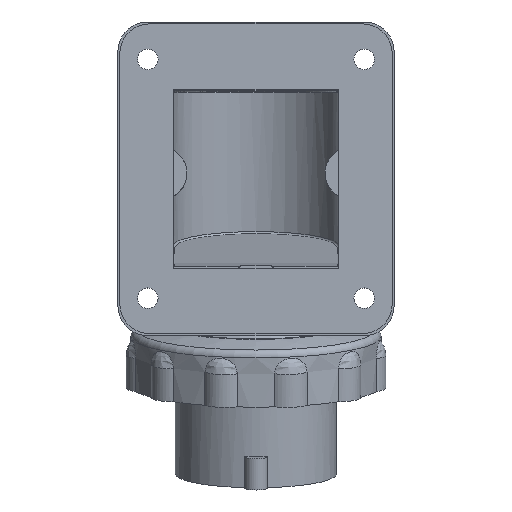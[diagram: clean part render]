
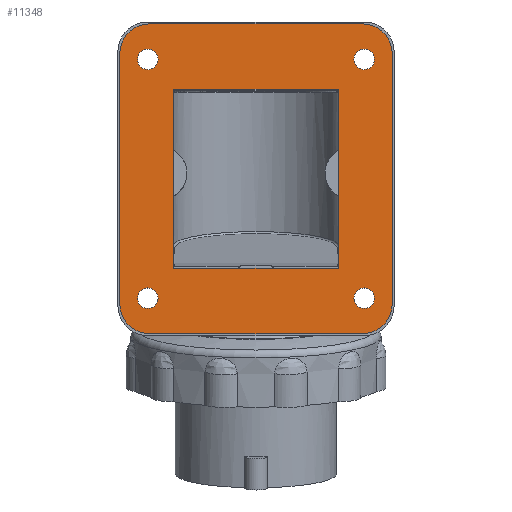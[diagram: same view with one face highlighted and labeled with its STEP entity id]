
A CAD part, top view. The second image highlights one B-rep face of the part: STEP entity #11348.
In plain terms, the highlighted planar face has unit normal (0, 0, 1).
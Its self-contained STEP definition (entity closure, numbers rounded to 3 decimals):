
#275=FACE_BOUND('',#1138,.T.);
#276=FACE_BOUND('',#1139,.T.);
#277=FACE_BOUND('',#1140,.T.);
#278=FACE_BOUND('',#1141,.T.);
#279=FACE_BOUND('',#1142,.T.);
#521=FACE_OUTER_BOUND('',#1137,.T.);
#1137=EDGE_LOOP('',(#7446,#7447,#7448,#7449,#7450,#7451,#7452,#7453));
#1138=EDGE_LOOP('',(#7454,#7455,#7456,#7457));
#1139=EDGE_LOOP('',(#7458));
#1140=EDGE_LOOP('',(#7459));
#1141=EDGE_LOOP('',(#7460));
#1142=EDGE_LOOP('',(#7461));
#1770=CIRCLE('',#12051,8.);
#1772=CIRCLE('',#12055,8.);
#1774=CIRCLE('',#12059,8.);
#1776=CIRCLE('',#12063,8.);
#1777=CIRCLE('',#12066,2.75);
#1778=CIRCLE('',#12067,2.75);
#1779=CIRCLE('',#12068,2.75);
#1780=CIRCLE('',#12069,2.75);
#2154=LINE('',#16499,#3283);
#2159=LINE('',#16508,#3288);
#2163=LINE('',#16515,#3292);
#2166=LINE('',#16519,#3295);
#2170=LINE('',#16533,#3299);
#2174=LINE('',#16545,#3303);
#2178=LINE('',#16557,#3307);
#2182=LINE('',#16567,#3311);
#3283=VECTOR('',#13241,10.);
#3288=VECTOR('',#13248,10.);
#3292=VECTOR('',#13254,10.);
#3295=VECTOR('',#13259,10.);
#3299=VECTOR('',#13271,10.);
#3303=VECTOR('',#13283,10.);
#3307=VECTOR('',#13295,10.);
#3311=VECTOR('',#13307,10.);
#4449=VERTEX_POINT('',#16496);
#4450=VERTEX_POINT('',#16498);
#4453=VERTEX_POINT('',#16506);
#4455=VERTEX_POINT('',#16513);
#4458=VERTEX_POINT('',#16524);
#4459=VERTEX_POINT('',#16526);
#4461=VERTEX_POINT('',#16532);
#4463=VERTEX_POINT('',#16538);
#4465=VERTEX_POINT('',#16544);
#4467=VERTEX_POINT('',#16550);
#4469=VERTEX_POINT('',#16556);
#4471=VERTEX_POINT('',#16562);
#4472=VERTEX_POINT('',#16569);
#4473=VERTEX_POINT('',#16571);
#4474=VERTEX_POINT('',#16573);
#4475=VERTEX_POINT('',#16575);
#5592=EDGE_CURVE('',#4450,#4449,#2154,.T.);
#5597=EDGE_CURVE('',#4449,#4453,#2159,.T.);
#5601=EDGE_CURVE('',#4453,#4455,#2163,.T.);
#5604=EDGE_CURVE('',#4455,#4450,#2166,.T.);
#5607=EDGE_CURVE('',#4459,#4458,#1770,.T.);
#5610=EDGE_CURVE('',#4461,#4459,#2170,.T.);
#5613=EDGE_CURVE('',#4463,#4461,#1772,.T.);
#5616=EDGE_CURVE('',#4465,#4463,#2174,.T.);
#5619=EDGE_CURVE('',#4467,#4465,#1774,.T.);
#5622=EDGE_CURVE('',#4469,#4467,#2178,.T.);
#5625=EDGE_CURVE('',#4471,#4469,#1776,.T.);
#5628=EDGE_CURVE('',#4458,#4471,#2182,.T.);
#5629=EDGE_CURVE('',#4472,#4472,#1777,.T.);
#5630=EDGE_CURVE('',#4473,#4473,#1778,.T.);
#5631=EDGE_CURVE('',#4474,#4474,#1779,.T.);
#5632=EDGE_CURVE('',#4475,#4475,#1780,.T.);
#7446=ORIENTED_EDGE('',*,*,#5628,.T.);
#7447=ORIENTED_EDGE('',*,*,#5625,.T.);
#7448=ORIENTED_EDGE('',*,*,#5622,.T.);
#7449=ORIENTED_EDGE('',*,*,#5619,.T.);
#7450=ORIENTED_EDGE('',*,*,#5616,.T.);
#7451=ORIENTED_EDGE('',*,*,#5613,.T.);
#7452=ORIENTED_EDGE('',*,*,#5610,.T.);
#7453=ORIENTED_EDGE('',*,*,#5607,.T.);
#7454=ORIENTED_EDGE('',*,*,#5592,.T.);
#7455=ORIENTED_EDGE('',*,*,#5597,.T.);
#7456=ORIENTED_EDGE('',*,*,#5601,.T.);
#7457=ORIENTED_EDGE('',*,*,#5604,.T.);
#7458=ORIENTED_EDGE('',*,*,#5629,.T.);
#7459=ORIENTED_EDGE('',*,*,#5630,.T.);
#7460=ORIENTED_EDGE('',*,*,#5631,.T.);
#7461=ORIENTED_EDGE('',*,*,#5632,.T.);
#10277=PLANE('',#12065);
#11348=ADVANCED_FACE('',(#521,#275,#276,#277,#278,#279),#10277,.T.);
#12051=AXIS2_PLACEMENT_3D('',#16527,#13265,#13266);
#12055=AXIS2_PLACEMENT_3D('',#16539,#13277,#13278);
#12059=AXIS2_PLACEMENT_3D('',#16551,#13289,#13290);
#12063=AXIS2_PLACEMENT_3D('',#16563,#13301,#13302);
#12065=AXIS2_PLACEMENT_3D('',#16568,#13308,#13309);
#12066=AXIS2_PLACEMENT_3D('',#16570,#13310,#13311);
#12067=AXIS2_PLACEMENT_3D('',#16572,#13312,#13313);
#12068=AXIS2_PLACEMENT_3D('',#16574,#13314,#13315);
#12069=AXIS2_PLACEMENT_3D('',#16576,#13316,#13317);
#13241=DIRECTION('',(0.,-1.,0.));
#13248=DIRECTION('',(-1.,0.,0.));
#13254=DIRECTION('',(0.,1.,0.));
#13259=DIRECTION('',(1.,0.,0.));
#13265=DIRECTION('center_axis',(0.,0.,1.));
#13266=DIRECTION('ref_axis',(-1.,0.,0.));
#13271=DIRECTION('',(0.,1.,0.));
#13277=DIRECTION('center_axis',(0.,0.,1.));
#13278=DIRECTION('ref_axis',(0.,1.,0.));
#13283=DIRECTION('',(1.,0.,0.));
#13289=DIRECTION('center_axis',(0.,0.,1.));
#13290=DIRECTION('ref_axis',(1.,0.,0.));
#13295=DIRECTION('',(0.,-1.,0.));
#13301=DIRECTION('center_axis',(0.,0.,1.));
#13302=DIRECTION('ref_axis',(0.,-1.,0.));
#13307=DIRECTION('',(-1.,0.,0.));
#13308=DIRECTION('center_axis',(0.,0.,1.));
#13309=DIRECTION('ref_axis',(1.,0.,0.));
#13310=DIRECTION('center_axis',(0.,0.,-1.));
#13311=DIRECTION('ref_axis',(-1.,0.,0.));
#13312=DIRECTION('center_axis',(0.,0.,-1.));
#13313=DIRECTION('ref_axis',(-1.,0.,0.));
#13314=DIRECTION('center_axis',(0.,0.,-1.));
#13315=DIRECTION('ref_axis',(-1.,0.,0.));
#13316=DIRECTION('center_axis',(0.,0.,-1.));
#13317=DIRECTION('ref_axis',(-1.,0.,0.));
#16496=CARTESIAN_POINT('',(22.,-24.,14.));
#16498=CARTESIAN_POINT('',(22.,24.,14.));
#16499=CARTESIAN_POINT('',(22.,-12.,14.));
#16506=CARTESIAN_POINT('',(-22.,-24.,14.));
#16508=CARTESIAN_POINT('',(-11.,-24.,14.));
#16513=CARTESIAN_POINT('',(-22.,24.,14.));
#16515=CARTESIAN_POINT('',(-22.,12.,14.));
#16519=CARTESIAN_POINT('',(11.,24.,14.));
#16524=CARTESIAN_POINT('',(28.5,41.5,14.));
#16526=CARTESIAN_POINT('',(36.5,33.5,14.));
#16527=CARTESIAN_POINT('Origin',(28.5,33.5,14.));
#16532=CARTESIAN_POINT('',(36.5,-33.5,14.));
#16533=CARTESIAN_POINT('',(36.5,33.5,14.));
#16538=CARTESIAN_POINT('',(28.5,-41.5,14.));
#16539=CARTESIAN_POINT('Origin',(28.5,-33.5,14.));
#16544=CARTESIAN_POINT('',(-28.5,-41.5,14.));
#16545=CARTESIAN_POINT('',(28.5,-41.5,14.));
#16550=CARTESIAN_POINT('',(-36.5,-33.5,14.));
#16551=CARTESIAN_POINT('Origin',(-28.5,-33.5,14.));
#16556=CARTESIAN_POINT('',(-36.5,33.5,14.));
#16557=CARTESIAN_POINT('',(-36.5,-33.5,14.));
#16562=CARTESIAN_POINT('',(-28.5,41.5,14.));
#16563=CARTESIAN_POINT('Origin',(-28.5,33.5,14.));
#16567=CARTESIAN_POINT('',(-28.5,41.5,14.));
#16568=CARTESIAN_POINT('Origin',(0.,0.,
14.));
#16569=CARTESIAN_POINT('',(31.75,-32.,14.));
#16570=CARTESIAN_POINT('Origin',(29.,-32.,14.));
#16571=CARTESIAN_POINT('',(-26.25,-32.,14.));
#16572=CARTESIAN_POINT('Origin',(-29.,-32.,14.));
#16573=CARTESIAN_POINT('',(31.75,32.,14.));
#16574=CARTESIAN_POINT('Origin',(29.,32.,14.));
#16575=CARTESIAN_POINT('',(-26.25,32.,14.));
#16576=CARTESIAN_POINT('Origin',(-29.,32.,14.));
